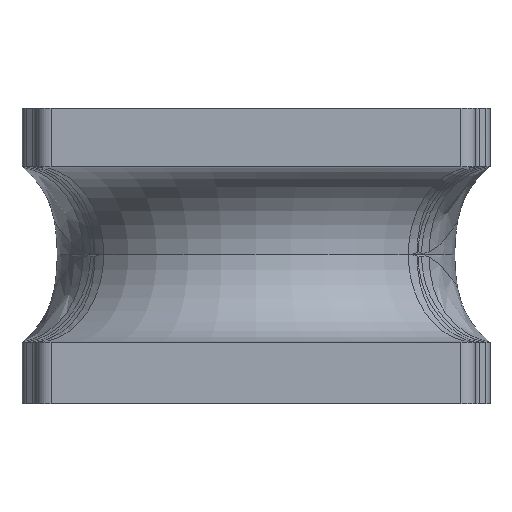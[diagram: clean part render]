
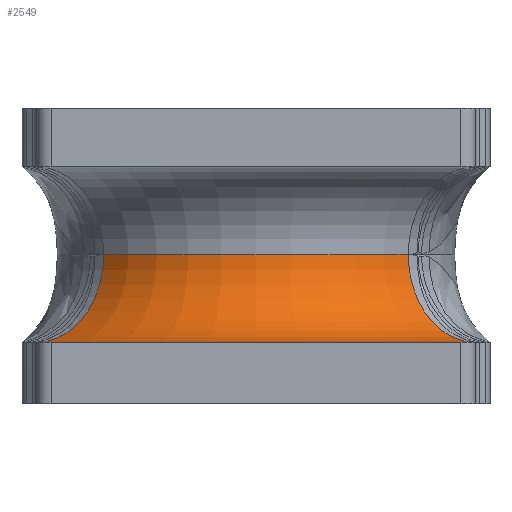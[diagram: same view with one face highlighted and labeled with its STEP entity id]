
A CAD part, left-side view. The second image highlights one B-rep face of the part: STEP entity #2549.
In plain terms, the highlighted toroidal (fillet/blend) face has major radius 0.979 mm and minor radius 0.3 mm.
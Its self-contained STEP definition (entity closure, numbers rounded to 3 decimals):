
#117 = CARTESIAN_POINT ( 'NONE',  ( 0., 0., 0.51 ) ) ;
#167 = VERTEX_POINT ( 'NONE', #4277 ) ;
#287 = CARTESIAN_POINT ( 'NONE',  ( -0.63, 0.75, 0.51 ) ) ;
#361 = AXIS2_PLACEMENT_3D ( 'NONE', #287, #5251, #5224 ) ;
#576 = EDGE_CURVE ( 'NONE', #4926, #4886, #911, .T. ) ;
#591 = TOROIDAL_SURFACE ( 'NONE', #2245, 0.979, 0.3 ) ;
#650 = DIRECTION ( 'NONE',  ( 0., 1., 0. ) ) ;
#710 = AXIS2_PLACEMENT_3D ( 'NONE', #1944, #3006, #970 ) ;
#744 = ORIENTED_EDGE ( 'NONE', *, *, #4185, .F. ) ;
#815 = DIRECTION ( 'NONE',  ( 0.766, -0.643, 0. ) ) ;
#868 = CARTESIAN_POINT ( 'NONE',  ( -0.63, -0.75, 0.51 ) ) ;
#890 = DIRECTION ( 'NONE',  ( 0., -1., 0. ) ) ;
#911 = CIRCLE ( 'NONE', #3508, 0.679 ) ;
#970 = DIRECTION ( 'NONE',  ( 0., 1., 0. ) ) ;
#1087 = CARTESIAN_POINT ( 'NONE',  ( -0.437, -0.52, 0.51 ) ) ;
#1363 = VERTEX_POINT ( 'NONE', #2995 ) ;
#1596 = CARTESIAN_POINT ( 'NONE',  ( -0.437, 0.52, 0.51 ) ) ;
#1944 = CARTESIAN_POINT ( 'NONE',  ( 0., 0., 0.21 ) ) ;
#2088 = DIRECTION ( 'NONE',  ( 0.643, 0.766, 0. ) ) ;
#2245 = AXIS2_PLACEMENT_3D ( 'NONE', #117, #4200, #890 ) ;
#2549 = ADVANCED_FACE ( 'NONE', ( #4155 ), #591, .F. ) ;
#2691 = CIRCLE ( 'NONE', #5195, 0.3 ) ;
#2716 = CIRCLE ( 'NONE', #361, 0.3 ) ;
#2995 = CARTESIAN_POINT ( 'NONE',  ( -0.63, 0.75, 0.21 ) ) ;
#3006 = DIRECTION ( 'NONE',  ( 0., 0., -1. ) ) ;
#3508 = AXIS2_PLACEMENT_3D ( 'NONE', #4455, #4826, #650 ) ;
#3643 = EDGE_CURVE ( 'NONE', #167, #4926, #2691, .T. ) ;
#4155 = FACE_OUTER_BOUND ( 'NONE', #5293, .T. ) ;
#4185 = EDGE_CURVE ( 'NONE', #1363, #4886, #2716, .T. ) ;
#4200 = DIRECTION ( 'NONE',  ( 0., 0., -1. ) ) ;
#4277 = CARTESIAN_POINT ( 'NONE',  ( -0.63, -0.75, 0.21 ) ) ;
#4322 = CIRCLE ( 'NONE', #710, 0.979 ) ;
#4455 = CARTESIAN_POINT ( 'NONE',  ( 0., 0., 0.51 ) ) ;
#4826 = DIRECTION ( 'NONE',  ( 0., 0., -1. ) ) ;
#4886 = VERTEX_POINT ( 'NONE', #1596 ) ;
#4926 = VERTEX_POINT ( 'NONE', #1087 ) ;
#4965 = ORIENTED_EDGE ( 'NONE', *, *, #3643, .T. ) ;
#5015 = ORIENTED_EDGE ( 'NONE', *, *, #5258, .F. ) ;
#5062 = ORIENTED_EDGE ( 'NONE', *, *, #576, .T. ) ;
#5195 = AXIS2_PLACEMENT_3D ( 'NONE', #868, #815, #2088 ) ;
#5224 = DIRECTION ( 'NONE',  ( 0.643, -0.766, 0. ) ) ;
#5251 = DIRECTION ( 'NONE',  ( -0.766, -0.643, 0. ) ) ;
#5258 = EDGE_CURVE ( 'NONE', #167, #1363, #4322, .T. ) ;
#5293 = EDGE_LOOP ( 'NONE', ( #4965, #5062, #744, #5015 ) ) ;
